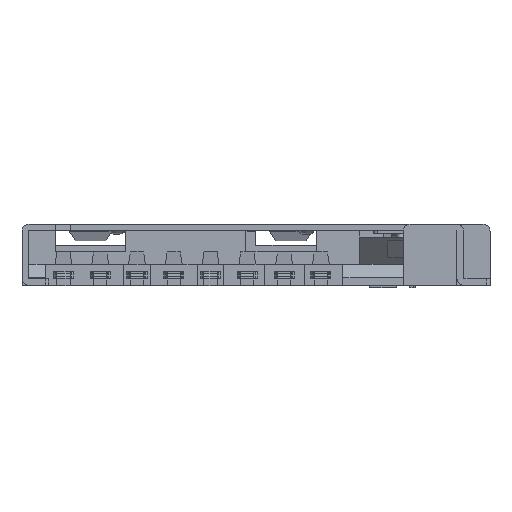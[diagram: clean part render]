
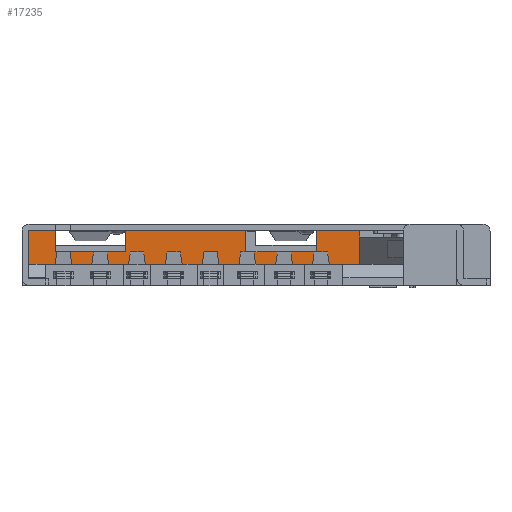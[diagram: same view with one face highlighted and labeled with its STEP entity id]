
A CAD part, left-side view. The second image highlights one B-rep face of the part: STEP entity #17235.
In plain terms, the highlighted planar face has unit normal (-1, 0, 0).
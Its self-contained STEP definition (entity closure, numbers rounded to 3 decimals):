
#593=PLANE('',#18372);
#1486=FACE_OUTER_BOUND('',#2420,.T.);
#2420=EDGE_LOOP('',(#13605,#13606,#13607,#13608,#13609,#13610,#13611,#13612,
#13613,#13614,#13615,#13616,#13617,#13618,#13619));
#3207=CIRCLE('',#18373,0.01);
#3932=LINE('',#29806,#5848);
#3958=LINE('',#29867,#5874);
#4077=LINE('',#30205,#5993);
#4137=LINE('',#30368,#6053);
#4340=LINE('',#30800,#6256);
#4342=LINE('',#30804,#6258);
#4396=LINE('',#30954,#6312);
#4397=LINE('',#30956,#6313);
#4398=LINE('',#30959,#6314);
#4399=LINE('',#30961,#6315);
#4400=LINE('',#30962,#6316);
#4401=LINE('',#30963,#6317);
#4402=LINE('',#30965,#6318);
#4403=LINE('',#30966,#6319);
#5848=VECTOR('',#20365,1000.);
#5874=VECTOR('',#20407,1000.);
#5993=VECTOR('',#20672,1000.);
#6053=VECTOR('',#20808,1000.);
#6256=VECTOR('',#21153,1000.);
#6258=VECTOR('',#21157,1000.);
#6312=VECTOR('',#21335,1000.);
#6313=VECTOR('',#21336,10.);
#6314=VECTOR('',#21339,10.);
#6315=VECTOR('',#21340,1000.);
#6316=VECTOR('',#21341,10.);
#6317=VECTOR('',#21342,1000.);
#6318=VECTOR('',#21343,10.);
#6319=VECTOR('',#21344,1000.);
#7770=VERTEX_POINT('',#29803);
#7771=VERTEX_POINT('',#29805);
#7797=VERTEX_POINT('',#29864);
#7798=VERTEX_POINT('',#29866);
#7943=VERTEX_POINT('',#30201);
#7944=VERTEX_POINT('',#30203);
#8008=VERTEX_POINT('',#30365);
#8009=VERTEX_POINT('',#30367);
#8167=VERTEX_POINT('',#30799);
#8168=VERTEX_POINT('',#30803);
#8202=VERTEX_POINT('',#30953);
#8203=VERTEX_POINT('',#30955);
#8204=VERTEX_POINT('',#30957);
#8205=VERTEX_POINT('',#30960);
#8206=VERTEX_POINT('',#30964);
#9667=EDGE_CURVE('',#7770,#7771,#3932,.T.);
#9696=EDGE_CURVE('',#7797,#7798,#3958,.T.);
#9858=EDGE_CURVE('',#7943,#7944,#4077,.T.);
#9939=EDGE_CURVE('',#8008,#8009,#4137,.T.);
#10161=EDGE_CURVE('',#8167,#7771,#4340,.T.);
#10163=EDGE_CURVE('',#8168,#7798,#4342,.T.);
#10237=EDGE_CURVE('',#8202,#8167,#4396,.T.);
#10238=EDGE_CURVE('',#8203,#7770,#4397,.T.);
#10239=EDGE_CURVE('',#8204,#8203,#3207,.T.);
#10240=EDGE_CURVE('',#8009,#8204,#4398,.T.);
#10241=EDGE_CURVE('',#8008,#8205,#4399,.T.);
#10242=EDGE_CURVE('',#7943,#8205,#4400,.T.);
#10243=EDGE_CURVE('',#7944,#8168,#4401,.T.);
#10244=EDGE_CURVE('',#8206,#7797,#4402,.T.);
#10245=EDGE_CURVE('',#8202,#8206,#4403,.T.);
#13605=ORIENTED_EDGE('',*,*,#10237,.T.);
#13606=ORIENTED_EDGE('',*,*,#10161,.T.);
#13607=ORIENTED_EDGE('',*,*,#9667,.F.);
#13608=ORIENTED_EDGE('',*,*,#10238,.F.);
#13609=ORIENTED_EDGE('',*,*,#10239,.F.);
#13610=ORIENTED_EDGE('',*,*,#10240,.F.);
#13611=ORIENTED_EDGE('',*,*,#9939,.F.);
#13612=ORIENTED_EDGE('',*,*,#10241,.T.);
#13613=ORIENTED_EDGE('',*,*,#10242,.F.);
#13614=ORIENTED_EDGE('',*,*,#9858,.T.);
#13615=ORIENTED_EDGE('',*,*,#10243,.T.);
#13616=ORIENTED_EDGE('',*,*,#10163,.T.);
#13617=ORIENTED_EDGE('',*,*,#9696,.F.);
#13618=ORIENTED_EDGE('',*,*,#10244,.F.);
#13619=ORIENTED_EDGE('',*,*,#10245,.F.);
#17235=ADVANCED_FACE('',(#1486),#593,.F.);
#18372=AXIS2_PLACEMENT_3D('',#30952,#21333,#21334);
#18373=AXIS2_PLACEMENT_3D('',#30958,#21337,#21338);
#20365=DIRECTION('',(0.,0.,-1.));
#20407=DIRECTION('',(0.,0.,-1.));
#20672=DIRECTION('',(0.,1.,0.));
#20808=DIRECTION('',(0.,1.,0.));
#21153=DIRECTION('',(0.,1.,0.));
#21157=DIRECTION('',(0.,1.,0.));
#21333=DIRECTION('center_axis',(1.,0.,0.));
#21334=DIRECTION('ref_axis',(0.,0.,
-1.));
#21335=DIRECTION('',(0.,0.,-1.));
#21336=DIRECTION('',(0.,-1.,0.));
#21337=DIRECTION('center_axis',(1.,0.,0.));
#21338=DIRECTION('ref_axis',(0.,0.,
-1.));
#21339=DIRECTION('',(0.,0.,1.));
#21340=DIRECTION('',(0.,0.,1.));
#21341=DIRECTION('',(0.,-1.,0.));
#21342=DIRECTION('',(0.,0.,-1.));
#21343=DIRECTION('',(0.,-1.,0.));
#21344=DIRECTION('',(0.,-1.,0.));
#29803=CARTESIAN_POINT('',(6.87,6.,1.635));
#29805=CARTESIAN_POINT('',(6.87,6.,1.005));
#29806=CARTESIAN_POINT('',(6.87,6.,1.635));
#29864=CARTESIAN_POINT('',(6.87,0.3,1.635));
#29866=CARTESIAN_POINT('',(6.87,0.3,1.005));
#29867=CARTESIAN_POINT('',(6.87,0.3,1.635));
#30201=CARTESIAN_POINT('',(6.87,-2.098,1.635));
#30203=CARTESIAN_POINT('',(6.87,-1.8,1.635));
#30205=CARTESIAN_POINT('',(6.87,-3.1,1.635));
#30365=CARTESIAN_POINT('',(6.87,-3.1,0.635));
#30367=CARTESIAN_POINT('',(6.87,6.8,0.635));
#30368=CARTESIAN_POINT('',(6.87,-3.1,0.635));
#30799=CARTESIAN_POINT('',(6.87,3.9,1.005));
#30800=CARTESIAN_POINT('',(6.87,-2.2,1.005));
#30803=CARTESIAN_POINT('',(6.87,-1.8,1.005));
#30804=CARTESIAN_POINT('',(6.87,-2.2,1.005));
#30952=CARTESIAN_POINT('Origin',(6.87,-3.1,0.635));
#30953=CARTESIAN_POINT('',(6.87,3.9,1.635));
#30954=CARTESIAN_POINT('',(6.87,3.9,1.635));
#30955=CARTESIAN_POINT('',(6.87,6.79,1.635));
#30956=CARTESIAN_POINT('',(6.87,-1.553,1.635));
#30957=CARTESIAN_POINT('',(6.87,6.8,1.625));
#30958=CARTESIAN_POINT('Origin',(6.87,6.79,1.625));
#30959=CARTESIAN_POINT('',(6.87,6.8,1.135));
#30960=CARTESIAN_POINT('',(6.87,-3.1,1.635));
#30961=CARTESIAN_POINT('',(6.87,-3.1,0.635));
#30962=CARTESIAN_POINT('',(6.87,-1.553,1.635));
#30963=CARTESIAN_POINT('',(6.87,-1.8,1.635));
#30964=CARTESIAN_POINT('',(6.87,3.896,1.635));
#30965=CARTESIAN_POINT('',(6.87,-1.553,1.635));
#30966=CARTESIAN_POINT('',(6.87,2.1,1.635));
